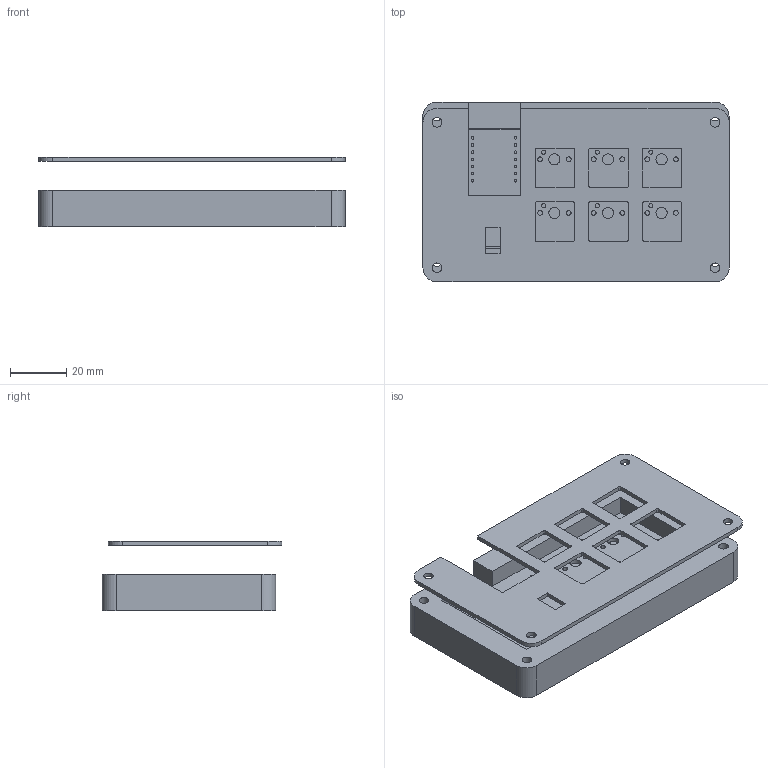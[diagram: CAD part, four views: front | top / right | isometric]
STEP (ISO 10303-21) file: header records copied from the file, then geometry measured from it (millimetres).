
FILE_DESCRIPTION(/* description */ (''),/* implementation_level */ '2;1');
FILE_NAME(/* name */ 'CAD v1.step',/* time_stamp */ '2025-12-03T21:28:40-07:00',/* author */ (''),/* organization */ (''),/* preprocessor_version */ 'ST-DEVELOPER v20.1',/* originating_system */ 'Autodesk Translation Framework v14.17.0.0',/* authorisation */ '');
FILE_SCHEMA (('AUTOMOTIVE_DESIGN { 1 0 10303 214 3 1 1 }'));
Length unit declared in the file: millimetre
Products named in the file (4): CAD; top; Techpad1 1; Techpad1_PCB
Assembly tree (3 placements, depth 3):
  CAD
    top
    Techpad1 1
      Techpad1_PCB
Bounding box: 108.87 x 63.88 x 24.82 mm (x, y, z)
Volume: 59288.6 mm3; surface area: 39639.3 mm2
Topology: 3 solids, 3 shells, 313 faces, 873 edges, 582 vertices
Faces by surface type: plane 117, bspline 108, cylinder 88
Full cylindrical faces by diameter (mm): 0.889 x14, 1.5 x12, 1.7 x12, 3.4 x8, 4 x6, 6 x4
Entity records: 11432 total; most frequent: CARTESIAN_POINT 3611, ORIENTED_EDGE 1746, DIRECTION 1257, EDGE_CURVE 873, VERTEX_POINT 582, LINE 481, VECTOR 481, EDGE_LOOP 447
